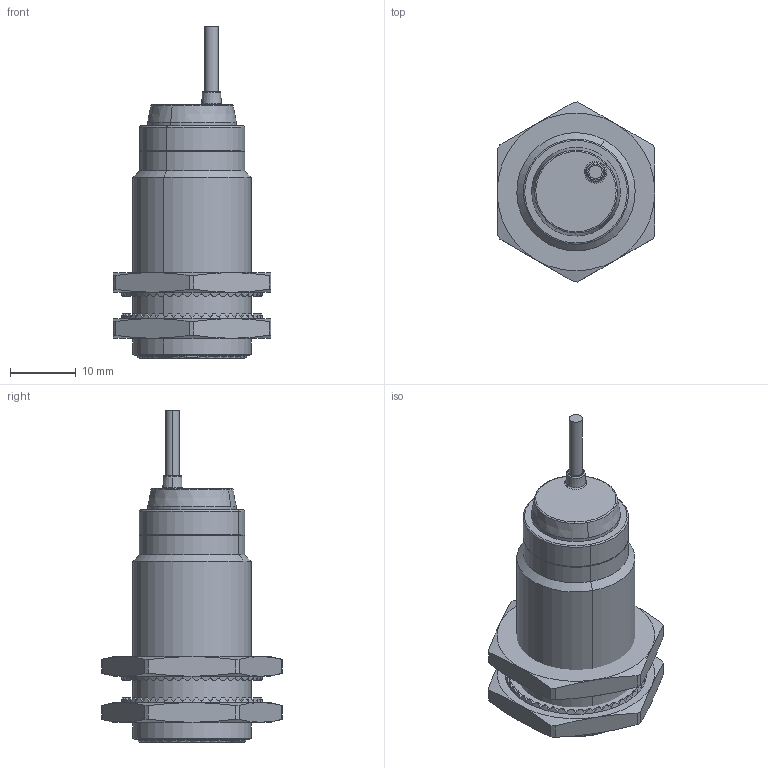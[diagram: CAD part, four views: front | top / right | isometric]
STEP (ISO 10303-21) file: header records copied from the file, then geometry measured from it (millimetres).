
FILE_DESCRIPTION(('STEP AP242'),'1');
FILE_NAME('xs518b1pal2.stp','2021-01-18T15:16:53',('TraceParts'),('TraceParts S.A.'),'Spatial InterOp 3D',' ',' ');
FILE_SCHEMA(('AP242_MANAGED_MODEL_BASED_3D_ENGINEERING_MIM_LF {1 0 10303 442 1 1 4}'));
Length unit declared in the file: millimetre
Products named in the file (1): xs518b1pal2_1
Bounding box: 24 x 27.41 x 50.5 mm (x, y, z)
Volume: 5107.4 mm3; surface area: 7194.8 mm2
Topology: 4 solids, 4 shells, 422 faces, 1170 edges, 768 vertices
Faces by surface type: plane 334, cone 50, cylinder 28, torus 10
Entity records: 14368 total; most frequent: CARTESIAN_POINT 4098, ORIENTED_EDGE 2340, DIRECTION 1902, EDGE_CURVE 1170, VERTEX_POINT 768, AXIS2_PLACEMENT_3D 766, B_SPLINE_CURVE_WITH_KNOTS 460, EDGE_LOOP 438
